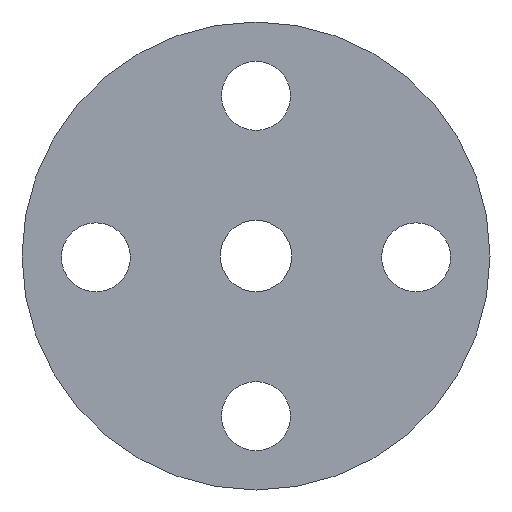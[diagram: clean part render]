
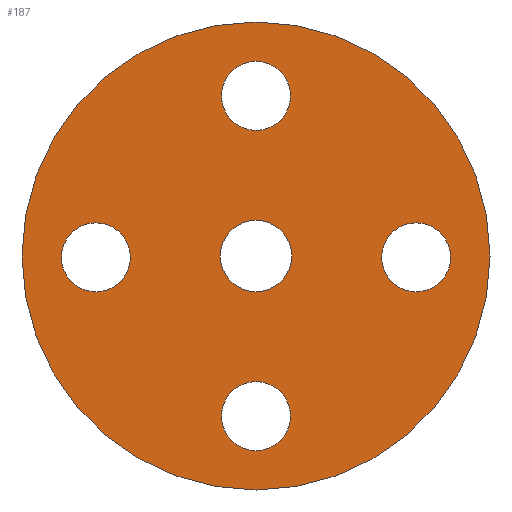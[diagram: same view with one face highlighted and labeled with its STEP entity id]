
A CAD part, front view. The second image highlights one B-rep face of the part: STEP entity #187.
In plain terms, the highlighted planar face has unit normal (0, -1, 0).
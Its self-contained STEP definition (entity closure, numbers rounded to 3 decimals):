
#54=ORIENTED_EDGE('',*,*,#72,.F.);
#55=ORIENTED_EDGE('',*,*,#73,.F.);
#56=ORIENTED_EDGE('',*,*,#71,.F.);
#57=ORIENTED_EDGE('',*,*,#74,.F.);
#58=ORIENTED_EDGE('',*,*,#75,.T.);
#59=ORIENTED_EDGE('',*,*,#70,.T.);
#70=EDGE_CURVE('',#86,#86,#102,.F.);
#71=EDGE_CURVE('',#87,#87,#103,.T.);
#72=EDGE_CURVE('',#88,#88,#104,.T.);
#73=EDGE_CURVE('',#89,#89,#105,.T.);
#74=EDGE_CURVE('',#90,#90,#106,.T.);
#75=EDGE_CURVE('',#91,#91,#107,.T.);
#86=VERTEX_POINT('',#315);
#87=VERTEX_POINT('',#318);
#88=VERTEX_POINT('',#321);
#89=VERTEX_POINT('',#324);
#90=VERTEX_POINT('',#327);
#91=VERTEX_POINT('',#330);
#102=CIRCLE('',#217,7.25);
#103=CIRCLE('',#219,7.);
#104=CIRCLE('',#221,7.);
#105=CIRCLE('',#223,7.);
#106=CIRCLE('',#225,7.);
#107=CIRCLE('',#227,47.5);
#134=EDGE_LOOP('',(#54));
#135=EDGE_LOOP('',(#55));
#136=EDGE_LOOP('',(#56));
#137=EDGE_LOOP('',(#57));
#138=EDGE_LOOP('',(#58));
#139=EDGE_LOOP('',(#59));
#166=FACE_BOUND('',#134,.T.);
#167=FACE_BOUND('',#135,.T.);
#168=FACE_BOUND('',#136,.T.);
#169=FACE_BOUND('',#137,.T.);
#170=FACE_BOUND('',#138,.T.);
#171=FACE_BOUND('',#139,.T.);
#175=PLANE('',#228);
#187=ADVANCED_FACE('',(#166,#167,#168,#169,#170,#171),#175,.T.);
#217=AXIS2_PLACEMENT_3D('',#314,#263,#264);
#219=AXIS2_PLACEMENT_3D('',#317,#267,#268);
#221=AXIS2_PLACEMENT_3D('',#320,#271,#272);
#223=AXIS2_PLACEMENT_3D('',#323,#275,#276);
#225=AXIS2_PLACEMENT_3D('',#326,#279,#280);
#227=AXIS2_PLACEMENT_3D('',#329,#283,#284);
#228=AXIS2_PLACEMENT_3D('',#331,#285,#286);
#263=DIRECTION('',(0.,-1.,0.));
#264=DIRECTION('',(0.,0.,-1.));
#267=DIRECTION('',(0.,-1.,0.));
#268=DIRECTION('',(0.,0.,-1.));
#271=DIRECTION('',(0.,-1.,0.));
#272=DIRECTION('',(0.,0.,-1.));
#275=DIRECTION('',(0.,-1.,0.));
#276=DIRECTION('',(0.,0.,-1.));
#279=DIRECTION('',(0.,-1.,0.));
#280=DIRECTION('',(0.,0.,-1.));
#283=DIRECTION('',(0.,-1.,0.));
#284=DIRECTION('',(0.,0.,-1.));
#285=DIRECTION('',(0.,-1.,0.));
#286=DIRECTION('',(0.,0.,-1.));
#314=CARTESIAN_POINT('',(0.,2.,0.));
#315=CARTESIAN_POINT('',(0.,2.,-7.25));
#317=CARTESIAN_POINT('',(0.,2.,-32.5));
#318=CARTESIAN_POINT('',(0.,2.,-39.5));
#320=CARTESIAN_POINT('',(0.,2.,32.5));
#321=CARTESIAN_POINT('',(0.,2.,25.5));
#323=CARTESIAN_POINT('',(32.5,2.,-0.27));
#324=CARTESIAN_POINT('',(32.5,2.,-7.27));
#326=CARTESIAN_POINT('',(-32.5,2.,-0.27));
#327=CARTESIAN_POINT('',(-32.5,2.,-7.27));
#329=CARTESIAN_POINT('',(0.,2.,0.));
#330=CARTESIAN_POINT('',(0.,2.,-47.5));
#331=CARTESIAN_POINT('',(0.,2.,0.));
